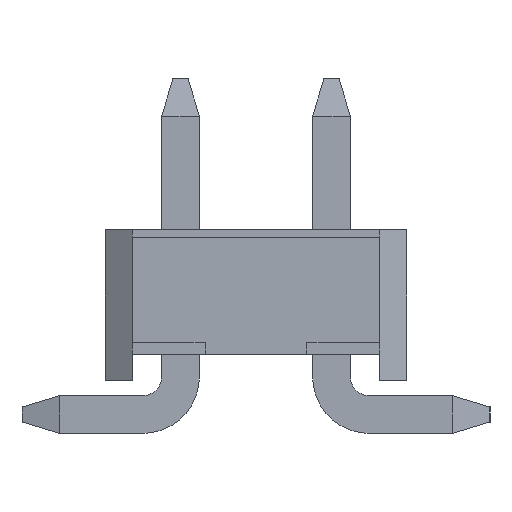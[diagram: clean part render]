
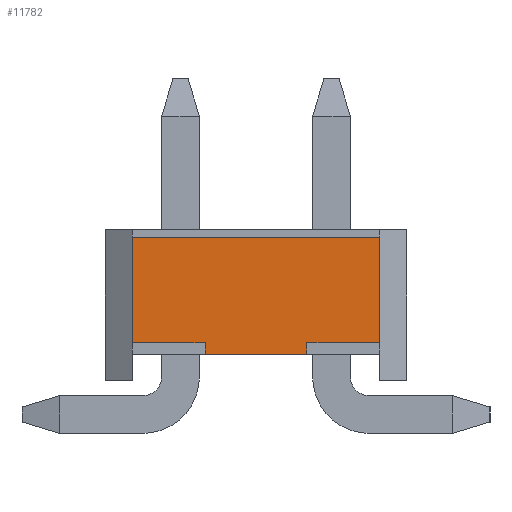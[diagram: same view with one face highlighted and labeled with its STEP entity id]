
A CAD part, front view. The second image highlights one B-rep face of the part: STEP entity #11782.
In plain terms, the highlighted face is planar.
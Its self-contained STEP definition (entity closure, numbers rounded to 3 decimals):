
#1008=ORIENTED_EDGE('',*,*,#3022,.T.);
#1009=ORIENTED_EDGE('',*,*,#2515,.F.);
#1010=ORIENTED_EDGE('',*,*,#2509,.T.);
#1011=ORIENTED_EDGE('',*,*,#3023,.T.);
#1012=ORIENTED_EDGE('',*,*,#2530,.T.);
#1013=ORIENTED_EDGE('',*,*,#2535,.T.);
#1014=ORIENTED_EDGE('',*,*,#3021,.F.);
#1015=ORIENTED_EDGE('',*,*,#2609,.F.);
#2509=EDGE_CURVE('',#3703,#3704,#4445,.T.);
#2515=EDGE_CURVE('',#3703,#3708,#4451,.T.);
#2530=EDGE_CURVE('',#3718,#3720,#4466,.T.);
#2535=EDGE_CURVE('',#3720,#3723,#4471,.T.);
#2609=EDGE_CURVE('',#3783,#3782,#4545,.T.);
#3021=EDGE_CURVE('',#3782,#3723,#4957,.T.);
#3022=EDGE_CURVE('',#3783,#3708,#4958,.T.);
#3023=EDGE_CURVE('',#3704,#3718,#4959,.T.);
#3703=VERTEX_POINT('',#14892);
#3704=VERTEX_POINT('',#14893);
#3708=VERTEX_POINT('',#14902);
#3718=VERTEX_POINT('',#14931);
#3720=VERTEX_POINT('',#14935);
#3723=VERTEX_POINT('',#14945);
#3782=VERTEX_POINT('',#15099);
#3783=VERTEX_POINT('',#15101);
#4445=LINE('',#14891,#5585);
#4451=LINE('',#14904,#5591);
#4466=LINE('',#14936,#5606);
#4471=LINE('',#14946,#5611);
#4545=LINE('',#15102,#5685);
#4957=LINE('',#15915,#6097);
#4958=LINE('',#15917,#6098);
#4959=LINE('',#15919,#6099);
#5585=VECTOR('',#12661,1000.);
#5591=VECTOR('',#12669,1000.);
#5606=VECTOR('',#12694,1000.);
#5611=VECTOR('',#12703,1000.);
#5685=VECTOR('',#12821,1000.);
#6097=VECTOR('',#13515,1000.);
#6098=VECTOR('',#13518,1000.);
#6099=VECTOR('',#13521,1000.);
#6906=EDGE_LOOP('',(#1008,#1009,#1010,#1011,#1012,#1013,#1014,#1015));
#7420=FACE_BOUND('',#6906,.T.);
#7920=PLANE('',#12275);
#11782=ADVANCED_FACE('',(#7420),#7920,.T.);
#12275=AXIS2_PLACEMENT_3D('',#15918,#13519,#13520);
#12661=DIRECTION('',(0.,0.,-1.));
#12669=DIRECTION('',(0.,1.,0.));
#12694=DIRECTION('',(0.,0.,1.));
#12703=DIRECTION('',(0.,-1.,0.));
#12821=DIRECTION('',(0.,-1.,0.));
#13515=DIRECTION('',(0.,0.,-1.));
#13518=DIRECTION('',(0.,0.,-1.));
#13519=DIRECTION('',(-1.,0.,0.));
#13520=DIRECTION('',(0.,0.,1.));
#13521=DIRECTION('',(0.,-1.,0.));
#14891=CARTESIAN_POINT('',(-7.,0.674,-0.5));
#14892=CARTESIAN_POINT('',(-7.,0.674,-0.5));
#14893=CARTESIAN_POINT('',(-7.,0.674,-0.65));
#14902=CARTESIAN_POINT('',(-7.,1.64,-0.5));
#14904=CARTESIAN_POINT('',(-7.,0.674,-0.5));
#14931=CARTESIAN_POINT('',(-7.,-0.674,-0.65));
#14935=CARTESIAN_POINT('',(-7.,-0.674,-0.5));
#14936=CARTESIAN_POINT('',(-7.,-0.674,-0.65));
#14945=CARTESIAN_POINT('',(-7.,-1.64,-0.5));
#14946=CARTESIAN_POINT('',(-7.,-0.674,-0.5));
#15099=CARTESIAN_POINT('',(-7.,-1.64,0.9));
#15101=CARTESIAN_POINT('',(-7.,1.64,0.9));
#15102=CARTESIAN_POINT('',(-7.,1.64,0.9));
#15915=CARTESIAN_POINT('',(-7.,-1.64,0.));
#15917=CARTESIAN_POINT('',(-7.,1.64,0.));
#15918=CARTESIAN_POINT('',(-7.,0.,0.));
#15919=CARTESIAN_POINT('',(-7.,0.,-0.65));
